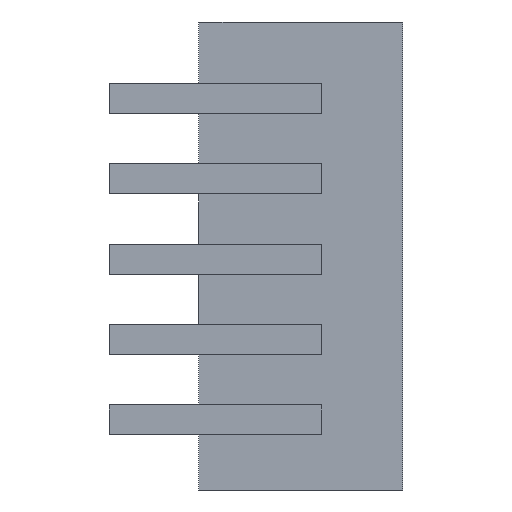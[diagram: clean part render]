
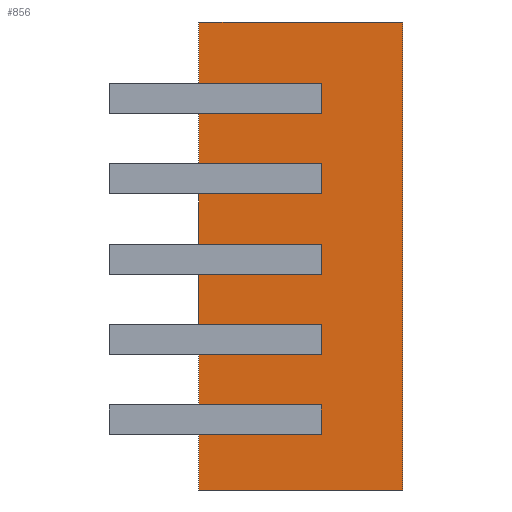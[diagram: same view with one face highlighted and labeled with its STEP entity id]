
A CAD part, front view. The second image highlights one B-rep face of the part: STEP entity #856.
In plain terms, the highlighted planar face has unit normal (0, -1, 0).
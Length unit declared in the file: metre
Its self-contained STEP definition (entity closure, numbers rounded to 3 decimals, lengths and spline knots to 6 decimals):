
#143=ORIENTED_EDGE('',*,*,#319,.F.);
#144=ORIENTED_EDGE('',*,*,#274,.F.);
#145=ORIENTED_EDGE('',*,*,#325,.F.);
#146=ORIENTED_EDGE('',*,*,#322,.F.);
#147=ORIENTED_EDGE('',*,*,#295,.F.);
#148=ORIENTED_EDGE('',*,*,#266,.F.);
#149=ORIENTED_EDGE('',*,*,#301,.F.);
#150=ORIENTED_EDGE('',*,*,#298,.F.);
#151=ORIENTED_EDGE('',*,*,#351,.T.);
#152=ORIENTED_EDGE('',*,*,#352,.F.);
#153=ORIENTED_EDGE('',*,*,#353,.F.);
#154=ORIENTED_EDGE('',*,*,#354,.T.);
#155=ORIENTED_EDGE('',*,*,#283,.F.);
#156=ORIENTED_EDGE('',*,*,#262,.F.);
#157=ORIENTED_EDGE('',*,*,#289,.F.);
#158=ORIENTED_EDGE('',*,*,#286,.F.);
#159=ORIENTED_EDGE('',*,*,#307,.F.);
#160=ORIENTED_EDGE('',*,*,#270,.F.);
#161=ORIENTED_EDGE('',*,*,#313,.F.);
#162=ORIENTED_EDGE('',*,*,#310,.F.);
#163=ORIENTED_EDGE('',*,*,#331,.F.);
#164=ORIENTED_EDGE('',*,*,#278,.F.);
#165=ORIENTED_EDGE('',*,*,#337,.F.);
#166=ORIENTED_EDGE('',*,*,#334,.F.);
#262=EDGE_CURVE('',#377,#378,#453,.T.);
#266=EDGE_CURVE('',#381,#382,#457,.T.);
#270=EDGE_CURVE('',#385,#386,#461,.T.);
#274=EDGE_CURVE('',#389,#390,#465,.T.);
#278=EDGE_CURVE('',#393,#394,#469,.T.);
#283=EDGE_CURVE('',#378,#398,#474,.T.);
#286=EDGE_CURVE('',#398,#400,#477,.T.);
#289=EDGE_CURVE('',#400,#377,#480,.T.);
#295=EDGE_CURVE('',#382,#406,#486,.T.);
#298=EDGE_CURVE('',#406,#408,#489,.T.);
#301=EDGE_CURVE('',#408,#381,#492,.T.);
#307=EDGE_CURVE('',#386,#414,#498,.T.);
#310=EDGE_CURVE('',#414,#416,#501,.T.);
#313=EDGE_CURVE('',#416,#385,#504,.T.);
#319=EDGE_CURVE('',#390,#422,#510,.T.);
#322=EDGE_CURVE('',#422,#424,#513,.T.);
#325=EDGE_CURVE('',#424,#389,#516,.T.);
#331=EDGE_CURVE('',#394,#430,#522,.T.);
#334=EDGE_CURVE('',#430,#432,#525,.T.);
#337=EDGE_CURVE('',#432,#393,#528,.T.);
#351=EDGE_CURVE('',#444,#445,#541,.T.);
#352=EDGE_CURVE('',#446,#445,#542,.T.);
#353=EDGE_CURVE('',#447,#446,#543,.T.);
#354=EDGE_CURVE('',#447,#444,#544,.T.);
#377=VERTEX_POINT('',#1246);
#378=VERTEX_POINT('',#1248);
#381=VERTEX_POINT('',#1255);
#382=VERTEX_POINT('',#1257);
#385=VERTEX_POINT('',#1264);
#386=VERTEX_POINT('',#1266);
#389=VERTEX_POINT('',#1273);
#390=VERTEX_POINT('',#1275);
#393=VERTEX_POINT('',#1282);
#394=VERTEX_POINT('',#1284);
#398=VERTEX_POINT('',#1294);
#400=VERTEX_POINT('',#1300);
#406=VERTEX_POINT('',#1317);
#408=VERTEX_POINT('',#1323);
#414=VERTEX_POINT('',#1340);
#416=VERTEX_POINT('',#1346);
#422=VERTEX_POINT('',#1363);
#424=VERTEX_POINT('',#1369);
#430=VERTEX_POINT('',#1386);
#432=VERTEX_POINT('',#1392);
#444=VERTEX_POINT('',#1426);
#445=VERTEX_POINT('',#1427);
#446=VERTEX_POINT('',#1429);
#447=VERTEX_POINT('',#1431);
#453=LINE('',#1247,#566);
#457=LINE('',#1256,#570);
#461=LINE('',#1265,#574);
#465=LINE('',#1274,#578);
#469=LINE('',#1283,#582);
#474=LINE('',#1293,#587);
#477=LINE('',#1299,#590);
#480=LINE('',#1305,#593);
#486=LINE('',#1316,#599);
#489=LINE('',#1322,#602);
#492=LINE('',#1328,#605);
#498=LINE('',#1339,#611);
#501=LINE('',#1345,#614);
#504=LINE('',#1351,#617);
#510=LINE('',#1362,#623);
#513=LINE('',#1368,#626);
#516=LINE('',#1374,#629);
#522=LINE('',#1385,#635);
#525=LINE('',#1391,#638);
#528=LINE('',#1397,#641);
#541=LINE('',#1425,#654);
#542=LINE('',#1428,#655);
#543=LINE('',#1430,#656);
#544=LINE('',#1432,#657);
#566=VECTOR('',#1033,1.);
#570=VECTOR('',#1039,1.);
#574=VECTOR('',#1045,1.);
#578=VECTOR('',#1051,1.);
#582=VECTOR('',#1057,1.);
#587=VECTOR('',#1064,1.);
#590=VECTOR('',#1069,1.);
#593=VECTOR('',#1074,1.);
#599=VECTOR('',#1082,1.);
#602=VECTOR('',#1087,1.);
#605=VECTOR('',#1092,1.);
#611=VECTOR('',#1100,1.);
#614=VECTOR('',#1105,1.);
#617=VECTOR('',#1110,1.);
#623=VECTOR('',#1118,1.);
#626=VECTOR('',#1123,1.);
#629=VECTOR('',#1128,1.);
#635=VECTOR('',#1136,1.);
#638=VECTOR('',#1141,1.);
#641=VECTOR('',#1146,1.);
#654=VECTOR('',#1169,1.);
#655=VECTOR('',#1170,1.);
#656=VECTOR('',#1171,1.);
#657=VECTOR('',#1172,1.);
#701=EDGE_LOOP('',(#143,#144,#145,#146));
#702=EDGE_LOOP('',(#147,#148,#149,#150));
#703=EDGE_LOOP('',(#151,#152,#153,#154));
#704=EDGE_LOOP('',(#155,#156,#157,#158));
#705=EDGE_LOOP('',(#159,#160,#161,#162));
#706=EDGE_LOOP('',(#163,#164,#165,#166));
#756=FACE_BOUND('',#701,.T.);
#757=FACE_BOUND('',#702,.T.);
#758=FACE_BOUND('',#703,.T.);
#759=FACE_BOUND('',#704,.T.);
#760=FACE_BOUND('',#705,.T.);
#761=FACE_BOUND('',#706,.T.);
#810=PLANE('',#1002);
#856=ADVANCED_FACE('',(#756,#757,#758,#759,#760,#761),#810,.F.);
#1002=AXIS2_PLACEMENT_3D('',#1424,#1167,#1168);
#1033=DIRECTION('',(0.,0.,-1.));
#1039=DIRECTION('',(0.,0.,-1.));
#1045=DIRECTION('',(0.,0.,-1.));
#1051=DIRECTION('',(0.,0.,-1.));
#1057=DIRECTION('',(0.,0.,-1.));
#1064=DIRECTION('',(1.,0.,0.));
#1069=DIRECTION('',(0.,0.,1.));
#1074=DIRECTION('',(-1.,0.,0.));
#1082=DIRECTION('',(1.,0.,0.));
#1087=DIRECTION('',(0.,0.,1.));
#1092=DIRECTION('',(-1.,0.,0.));
#1100=DIRECTION('',(1.,0.,0.));
#1105=DIRECTION('',(0.,0.,1.));
#1110=DIRECTION('',(-1.,0.,0.));
#1118=DIRECTION('',(1.,0.,0.));
#1123=DIRECTION('',(0.,0.,1.));
#1128=DIRECTION('',(-1.,0.,0.));
#1136=DIRECTION('',(1.,0.,0.));
#1141=DIRECTION('',(0.,0.,1.));
#1146=DIRECTION('',(-1.,0.,0.));
#1167=DIRECTION('',(0.,1.,0.));
#1168=DIRECTION('',(0.,0.,1.));
#1169=DIRECTION('',(0.,0.,-1.));
#1170=DIRECTION('',(-1.,0.,0.));
#1171=DIRECTION('',(0.,0.,-1.));
#1172=DIRECTION('',(-1.,0.,0.));
#1246=CARTESIAN_POINT('',(0.00221,-0.004064,0.000249));
#1247=CARTESIAN_POINT('',(0.00221,-0.004064,-0.000068));
#1248=CARTESIAN_POINT('',(0.00221,-0.004064,-0.000386));
#1255=CARTESIAN_POINT('',(0.00221,-0.004064,0.001949));
#1256=CARTESIAN_POINT('',(0.00221,-0.004064,0.001632));
#1257=CARTESIAN_POINT('',(0.00221,-0.004064,0.001314));
#1264=CARTESIAN_POINT('',(0.00221,-0.004064,-0.001451));
#1265=CARTESIAN_POINT('',(0.00221,-0.004064,-0.001768));
#1266=CARTESIAN_POINT('',(0.00221,-0.004064,-0.002086));
#1273=CARTESIAN_POINT('',(0.00221,-0.004064,0.003649));
#1274=CARTESIAN_POINT('',(0.00221,-0.004064,0.003332));
#1275=CARTESIAN_POINT('',(0.00221,-0.004064,0.003014));
#1282=CARTESIAN_POINT('',(0.00221,-0.004064,-0.003151));
#1283=CARTESIAN_POINT('',(0.00221,-0.004064,-0.003468));
#1284=CARTESIAN_POINT('',(0.00221,-0.004064,-0.003786));
#1293=CARTESIAN_POINT('',(0.002591,-0.004064,-0.000386));
#1294=CARTESIAN_POINT('',(0.002591,-0.004064,-0.000386));
#1299=CARTESIAN_POINT('',(0.002591,-0.004064,0.000249));
#1300=CARTESIAN_POINT('',(0.002591,-0.004064,0.000249));
#1305=CARTESIAN_POINT('',(0.00221,-0.004064,0.000249));
#1316=CARTESIAN_POINT('',(0.002591,-0.004064,0.001314));
#1317=CARTESIAN_POINT('',(0.002591,-0.004064,0.001314));
#1322=CARTESIAN_POINT('',(0.002591,-0.004064,0.001949));
#1323=CARTESIAN_POINT('',(0.002591,-0.004064,0.001949));
#1328=CARTESIAN_POINT('',(0.00221,-0.004064,0.001949));
#1339=CARTESIAN_POINT('',(0.002591,-0.004064,-0.002086));
#1340=CARTESIAN_POINT('',(0.002591,-0.004064,-0.002086));
#1345=CARTESIAN_POINT('',(0.002591,-0.004064,-0.001451));
#1346=CARTESIAN_POINT('',(0.002591,-0.004064,-0.001451));
#1351=CARTESIAN_POINT('',(0.00221,-0.004064,-0.001451));
#1362=CARTESIAN_POINT('',(0.002591,-0.004064,0.003014));
#1363=CARTESIAN_POINT('',(0.002591,-0.004064,0.003014));
#1368=CARTESIAN_POINT('',(0.002591,-0.004064,0.003649));
#1369=CARTESIAN_POINT('',(0.002591,-0.004064,0.003649));
#1374=CARTESIAN_POINT('',(0.00221,-0.004064,0.003649));
#1385=CARTESIAN_POINT('',(0.002591,-0.004064,-0.003786));
#1386=CARTESIAN_POINT('',(0.002591,-0.004064,-0.003786));
#1391=CARTESIAN_POINT('',(0.002591,-0.004064,-0.003151));
#1392=CARTESIAN_POINT('',(0.002591,-0.004064,-0.003151));
#1397=CARTESIAN_POINT('',(0.00221,-0.004064,-0.003151));
#1424=CARTESIAN_POINT('',(0.004318,-0.004064,0.004953));
#1425=CARTESIAN_POINT('',(0.,-0.004064,0.004953));
#1426=CARTESIAN_POINT('',(0.,-0.004064,0.004953));
#1427=CARTESIAN_POINT('',(0.,-0.004064,-0.004953));
#1428=CARTESIAN_POINT('',(0.004318,-0.004064,-0.004953));
#1429=CARTESIAN_POINT('',(0.004318,-0.004064,-0.004953));
#1430=CARTESIAN_POINT('',(0.004318,-0.004064,0.004953));
#1431=CARTESIAN_POINT('',(0.004318,-0.004064,0.004953));
#1432=CARTESIAN_POINT('',(0.004318,-0.004064,0.004953));
